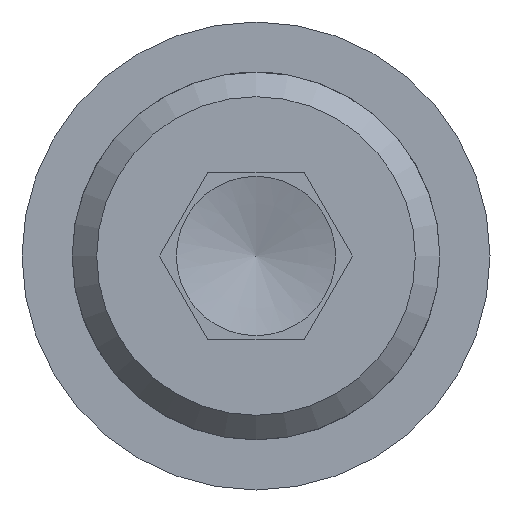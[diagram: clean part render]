
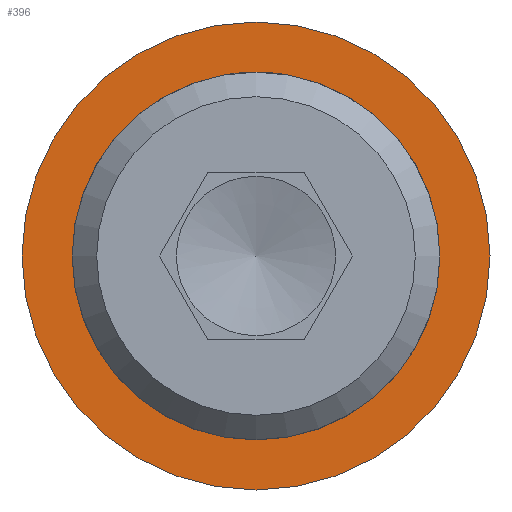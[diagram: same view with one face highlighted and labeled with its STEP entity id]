
A CAD part, left-side view. The second image highlights one B-rep face of the part: STEP entity #396.
In plain terms, the highlighted planar face has unit normal (-1, 0, 0).
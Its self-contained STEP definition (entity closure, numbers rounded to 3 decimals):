
#174=ORIENTED_EDGE('',*,*,#221,.T.);
#175=ORIENTED_EDGE('',*,*,#222,.F.);
#221=EDGE_CURVE('',#255,#255,#272,.T.);
#222=EDGE_CURVE('',#256,#256,#273,.T.);
#255=VERTEX_POINT('',#711);
#256=VERTEX_POINT('',#713);
#272=CIRCLE('',#480,1.1);
#273=CIRCLE('',#481,3.5);
#308=EDGE_LOOP('',(#174));
#309=EDGE_LOOP('',(#175));
#349=FACE_BOUND('',#308,.T.);
#350=FACE_BOUND('',#309,.T.);
#371=PLANE('',#479);
#396=ADVANCED_FACE('',(#349,#350),#371,.T.);
#479=AXIS2_PLACEMENT_3D('',#709,#596,#597);
#480=AXIS2_PLACEMENT_3D('',#710,#598,#599);
#481=AXIS2_PLACEMENT_3D('',#712,#600,#601);
#596=DIRECTION('',(-1.,0.,0.));
#597=DIRECTION('',(0.,0.,1.));
#598=DIRECTION('',(1.,0.,0.));
#599=DIRECTION('',(0.,0.,-1.));
#600=DIRECTION('',(1.,0.,0.));
#601=DIRECTION('',(0.,0.,-1.));
#709=CARTESIAN_POINT('',(0.,3.5,0.));
#710=CARTESIAN_POINT('',(0.,0.,0.));
#711=CARTESIAN_POINT('',(0.,0.,-1.1));
#712=CARTESIAN_POINT('',(0.,0.,0.));
#713=CARTESIAN_POINT('',(0.,0.,-3.5));
